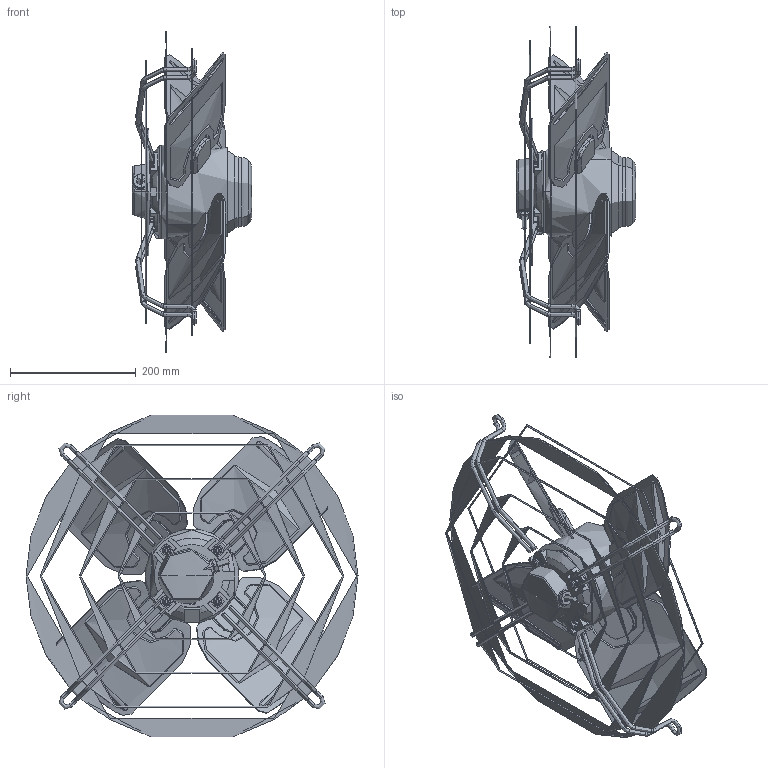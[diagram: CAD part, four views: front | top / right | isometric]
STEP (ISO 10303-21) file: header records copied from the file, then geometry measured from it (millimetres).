
FILE_DESCRIPTION((''),'2;1');
FILE_NAME('87095001_ASM','2020-02-25T',('U333183'),('DANFOSS COMMERCIAL COMPRESSOR'),'CREO PARAMETRIC BY PTC INC, 2018070','CREO PARAMETRIC BY PTC INC, 2018070','');
FILE_SCHEMA(('CONFIG_CONTROL_DESIGN'));
Products named in the file (3): 87095001_1; 87095001_2; 87095001_ASM
Assembly tree (2 placements, depth 2):
  87095001_ASM
    87095001_1
    87095001_2
Bounding box: 191.2 x 529 x 512.76 mm (x, y, z)
Volume: 8119.3 mm3
Topology: 1 solids, 10 shells, 1261 faces, 3564 edges, 2310 vertices
Faces by surface type: plane 400, cylinder 358, torus 258, bspline 216, cone 11, sphere 10, extrusion 8
Full cylindrical faces by diameter (mm): 7 x8
Entity records: 55110 total; most frequent: CARTESIAN_POINT 23982, ORIENTED_EDGE 7140, DIRECTION 5716, EDGE_CURVE 3574, VERTEX_POINT 2314, AXIS2_PLACEMENT_3D 2176, VECTOR 1364, LINE 1356
